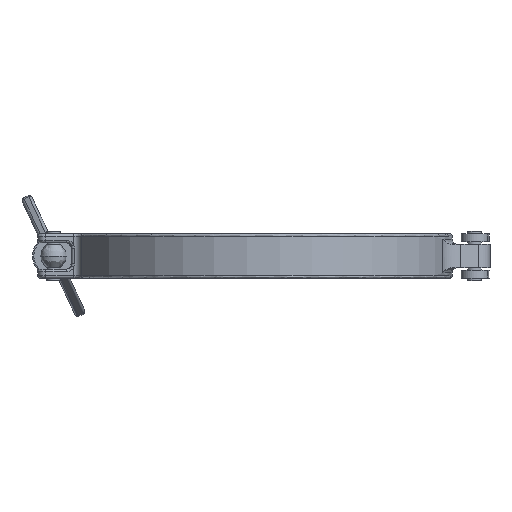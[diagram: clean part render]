
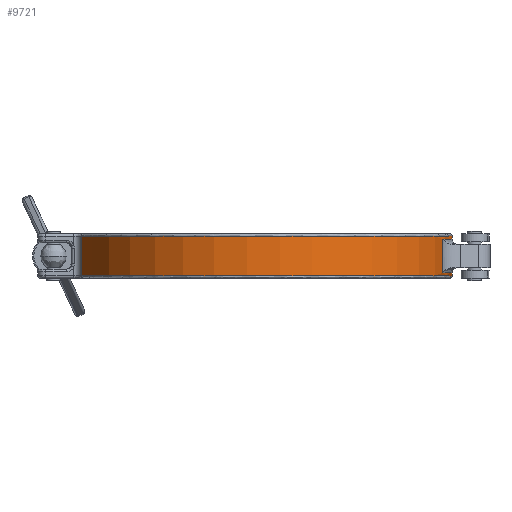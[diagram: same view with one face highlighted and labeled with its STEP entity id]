
A CAD part, front view. The second image highlights one B-rep face of the part: STEP entity #9721.
In plain terms, the highlighted cylindrical face has radius 72.25 mm (diameter 144.5 mm), a partial arc.
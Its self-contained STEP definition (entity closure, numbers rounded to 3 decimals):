
#464 = CARTESIAN_POINT ( 'NONE',  ( 71.978, -6.26, 7.5 ) ) ;
#478 = CARTESIAN_POINT ( 'NONE',  ( 71.978, -6.26, 6.5 ) ) ;
#746 = CARTESIAN_POINT ( 'NONE',  ( 0., 0., -6.5 ) ) ;
#875 = AXIS2_PLACEMENT_3D ( 'NONE', #11129, #8612, #5182 ) ;
#966 = DIRECTION ( 'NONE',  ( 0., 0., -1. ) ) ;
#1107 = CARTESIAN_POINT ( 'NONE',  ( -69.909, -18.243, 4.5 ) ) ;
#1309 = ORIENTED_EDGE ( 'NONE', *, *, #7728, .T. ) ;
#1607 = CIRCLE ( 'NONE', #4488, 72.25 ) ;
#1791 = DIRECTION ( 'NONE',  ( 0., 0., 1. ) ) ;
#1838 = AXIS2_PLACEMENT_3D ( 'NONE', #7942, #8983, #4593 ) ;
#2009 = ORIENTED_EDGE ( 'NONE', *, *, #9197, .F. ) ;
#2082 = EDGE_CURVE ( 'NONE', #12469, #14455, #10179, .T. ) ;
#2182 = EDGE_LOOP ( 'NONE', ( #5255, #2422, #1309, #14195, #2009, #9559, #8823, #3121 ) ) ;
#2218 = LINE ( 'NONE', #1107, #5209 ) ;
#2422 = ORIENTED_EDGE ( 'NONE', *, *, #8842, .T. ) ;
#2843 = AXIS2_PLACEMENT_3D ( 'NONE', #11501, #10312, #14699 ) ;
#3121 = ORIENTED_EDGE ( 'NONE', *, *, #2082, .T. ) ;
#3217 = CYLINDRICAL_SURFACE ( 'NONE', #2843, 72.25 ) ;
#3412 = CARTESIAN_POINT ( 'NONE',  ( 71.978, -6.26, 8.5 ) ) ;
#3559 = EDGE_CURVE ( 'NONE', #13721, #7275, #14689, .T. ) ;
#3652 = CARTESIAN_POINT ( 'NONE',  ( 68.472, -23.057, 6.5 ) ) ;
#3943 = VERTEX_POINT ( 'NONE', #3652 ) ;
#4488 = AXIS2_PLACEMENT_3D ( 'NONE', #8415, #9762, #7221 ) ;
#4593 = DIRECTION ( 'NONE',  ( -1., 0., 0. ) ) ;
#4660 = LINE ( 'NONE', #8086, #9024 ) ;
#4780 = VERTEX_POINT ( 'NONE', #9291 ) ;
#5182 = DIRECTION ( 'NONE',  ( -1., 0., 0. ) ) ;
#5192 = EDGE_CURVE ( 'NONE', #4780, #14455, #4660, .T. ) ;
#5209 = VECTOR ( 'NONE', #14596, 1000. ) ;
#5255 = ORIENTED_EDGE ( 'NONE', *, *, #5192, .F. ) ;
#5452 = DIRECTION ( 'NONE',  ( -1., 0., 0. ) ) ;
#5623 = VECTOR ( 'NONE', #1791, 1000. ) ;
#5640 = CARTESIAN_POINT ( 'NONE',  ( 71.978, -6.26, -7.5 ) ) ;
#5716 = CARTESIAN_POINT ( 'NONE',  ( -69.909, -18.243, -7.5 ) ) ;
#6956 = FACE_OUTER_BOUND ( 'NONE', #2182, .T. ) ;
#7221 = DIRECTION ( 'NONE',  ( -1., 0., 0. ) ) ;
#7275 = VERTEX_POINT ( 'NONE', #11446 ) ;
#7728 = EDGE_CURVE ( 'NONE', #12104, #3943, #10976, .T. ) ;
#7897 = AXIS2_PLACEMENT_3D ( 'NONE', #746, #966, #5452 ) ;
#7942 = CARTESIAN_POINT ( 'NONE',  ( 0., 0., 7.5 ) ) ;
#8086 = CARTESIAN_POINT ( 'NONE',  ( 71.978, -6.26, 8.5 ) ) ;
#8415 = CARTESIAN_POINT ( 'NONE',  ( 0., 0., 6.5 ) ) ;
#8612 = DIRECTION ( 'NONE',  ( 0., 0., 1. ) ) ;
#8823 = ORIENTED_EDGE ( 'NONE', *, *, #12084, .T. ) ;
#8842 = EDGE_CURVE ( 'NONE', #4780, #12104, #12159, .T. ) ;
#8983 = DIRECTION ( 'NONE',  ( 0., 0., -1. ) ) ;
#9024 = VECTOR ( 'NONE', #11506, 1000. ) ;
#9197 = EDGE_CURVE ( 'NONE', #13721, #13388, #11534, .T. ) ;
#9291 = CARTESIAN_POINT ( 'NONE',  ( 71.978, -6.26, -6.5 ) ) ;
#9394 = CARTESIAN_POINT ( 'NONE',  ( 68.472, -23.057, -6.5 ) ) ;
#9559 = ORIENTED_EDGE ( 'NONE', *, *, #3559, .T. ) ;
#9721 = ADVANCED_FACE ( 'NONE', ( #6956 ), #3217, .T. ) ;
#9762 = DIRECTION ( 'NONE',  ( 0., 0., 1. ) ) ;
#10179 = CIRCLE ( 'NONE', #875, 72.25 ) ;
#10312 = DIRECTION ( 'NONE',  ( 0., 0., -1. ) ) ;
#10976 = LINE ( 'NONE', #14397, #5623 ) ;
#11129 = CARTESIAN_POINT ( 'NONE',  ( 0., 0., -7.5 ) ) ;
#11446 = CARTESIAN_POINT ( 'NONE',  ( -69.909, -18.243, 7.5 ) ) ;
#11501 = CARTESIAN_POINT ( 'NONE',  ( 0., 0., 4.5 ) ) ;
#11506 = DIRECTION ( 'NONE',  ( 0., 0., -1. ) ) ;
#11534 = LINE ( 'NONE', #3412, #12652 ) ;
#12084 = EDGE_CURVE ( 'NONE', #7275, #12469, #2218, .T. ) ;
#12104 = VERTEX_POINT ( 'NONE', #9394 ) ;
#12155 = EDGE_CURVE ( 'NONE', #3943, #13388, #1607, .T. ) ;
#12159 = CIRCLE ( 'NONE', #7897, 72.25 ) ;
#12469 = VERTEX_POINT ( 'NONE', #5716 ) ;
#12652 = VECTOR ( 'NONE', #13839, 1000. ) ;
#13388 = VERTEX_POINT ( 'NONE', #478 ) ;
#13721 = VERTEX_POINT ( 'NONE', #464 ) ;
#13839 = DIRECTION ( 'NONE',  ( 0., 0., -1. ) ) ;
#14195 = ORIENTED_EDGE ( 'NONE', *, *, #12155, .T. ) ;
#14397 = CARTESIAN_POINT ( 'NONE',  ( 68.472, -23.057, 4.5 ) ) ;
#14455 = VERTEX_POINT ( 'NONE', #5640 ) ;
#14596 = DIRECTION ( 'NONE',  ( 0., 0., -1. ) ) ;
#14689 = CIRCLE ( 'NONE', #1838, 72.25 ) ;
#14699 = DIRECTION ( 'NONE',  ( -1., 0., 0. ) ) ;
